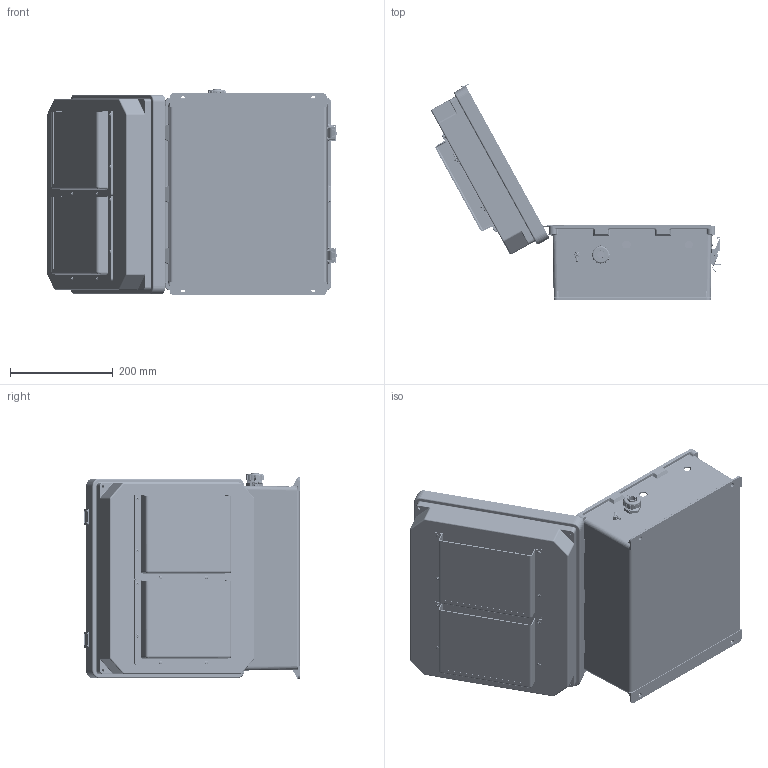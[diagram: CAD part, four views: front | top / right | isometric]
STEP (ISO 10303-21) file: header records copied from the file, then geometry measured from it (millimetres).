
FILE_DESCRIPTION (( 'STEP AP214' ), '1' );
FILE_NAME ('TEF141207-EHF.STEP', '2018-11-20T20:08:28', ( '' ), ( '' ), 'SwSTEP 2.0', 'SolidWorks 2017', '' );
FILE_SCHEMA (( 'AUTOMOTIVE_DESIGN' ));
Length unit declared in the file: inch
Products named in the file (37): 10-32 NEMA PLATE SCREW; MJSCVR; XFN-0013; 1AM07-189; XCTB-0002; XMH-0004-1; XCT-0011; XFS-0024_90184A168; XCT-0010; XMH-0002; XF1056-01; XFS-0023_92470A148; XFW-0002; Fan Screen-120x120 ALUM; XFN-0003; XFR-0005; XCT-0005; XM220-01-UL; XFS-0026; XFN-0002; XC-0003; XMH-0006; NB141207-DoorClasp-2; XFW-0004; NB141207-DoorClasp-1; XHIC-HTR220; NB141207-Lid-Vented; XFS-0059; NB141207-Hinge; XMH-0041; NB141207-Box; NEMA GroundWire-2; XMH-0007; TEF141207-EHF; XF797-02; XFS-0017; XFS-0031
Assembly tree (81 placements, depth 2):
  TEF141207-EHF
    NB141207-Box
    NB141207-Hinge  x2
    NB141207-Lid-Vented
    NB141207-DoorClasp-1  x2
    NB141207-DoorClasp-2  x2
    XC-0003
    XFS-0026
    XCT-0005
    XFN-0003  x2
    XFW-0002
    XF1056-01
    XCT-0010
    XCT-0011
    XCTB-0002
    XFN-0013  x2
    10-32 NEMA PLATE SCREW  x4
    XFS-0017  x5
    XF797-02
    XMH-0007  x4
    NEMA GroundWire-2
    XMH-0041
    XFS-0059  x2
    XHIC-HTR220
    XFW-0004  x2
    XMH-0006  x2
    XFN-0002  x8
    XM220-01-UL  x2
    XFR-0005  x12
    Fan Screen-120x120 ALUM  x2
    XFS-0023_92470A148  x4
    XMH-0002
    XFS-0024_90184A168  x4
    XMH-0004-1
    1AM07-189
    MJSCVR  x2
    XFS-0031
Bounding box: 564.53 x 422.3 x 402.37 mm (x, y, z)
Volume: 2880987 mm3; surface area: 1762062.2 mm2
Topology: 90 solids, 91 shells, 6300 faces, 16851 edges, 10819 vertices
Faces by surface type: plane 2486, cylinder 2091, cone 763, bspline 608, torus 307, sphere 45
Full cylindrical faces by diameter (mm): 0.269 x546, 1.778 x12, 2.705 x40, 2.845 x1, 3.048 x6, 3.15 x4, 3.175 x32, 3.302 x4, 3.378 x20, 3.411 x4, 3.505 x1, 3.556 x9, 3.607 x7, 3.683 x2, 3.934 x1, 3.962 x2, 4.064 x4, 4.166 x4, 4.177 x4, 4.496 x24, 4.572 x7, 5.004 x1, 5.08 x2, 5.182 x1, 5.3 x2, 5.436 x8, 5.639 x1, 6.35 x4, 6.5 x4, 6.655 x17
Entity records: 172566 total; most frequent: CARTESIAN_POINT 55878, ORIENTED_EDGE 19666, DIRECTION 19012, EDGE_CURVE 9833, AXIS2_PLACEMENT_3D 6973, VERTEX_POINT 6752, EDGE_LOOP 5961, LINE 5066
